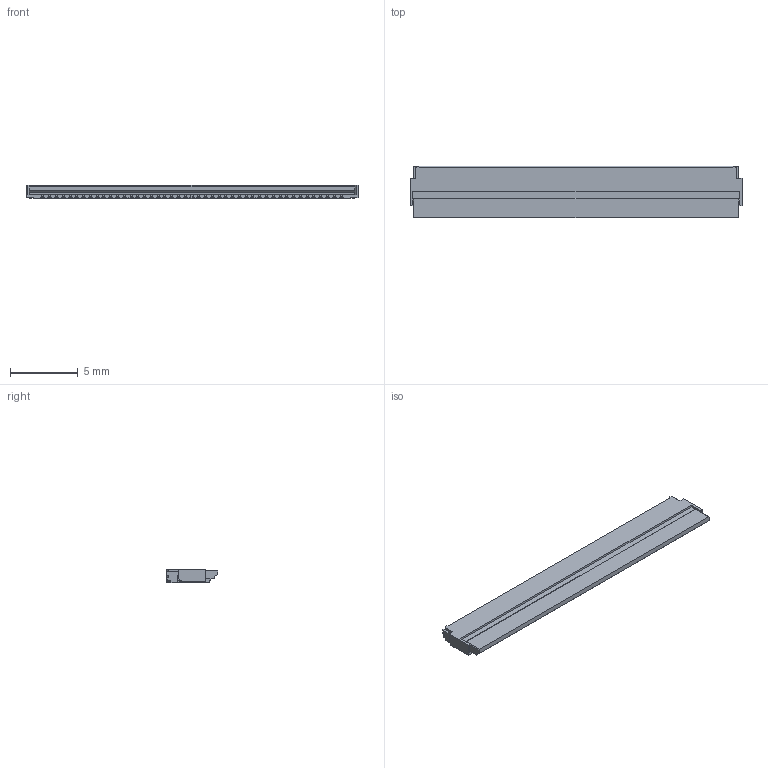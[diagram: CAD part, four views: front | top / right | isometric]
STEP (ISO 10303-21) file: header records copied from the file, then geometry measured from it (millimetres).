
FILE_DESCRIPTION(('Creo Elements/Direct Modeling STEP Export'),'2;1');
FILE_NAME('FH34SRJ-45S-0.5SH.stp','2015-09-26T16:21:59',(''),(''),'Creo Elements/Direct Modeling STEP processor for AP214 (Solid Model)','Creo Elements/Direct Modeling 18.1E 22-Nov-2013 (C) Parametric Technology GmbH','');
FILE_SCHEMA(('AUTOMOTIVE_DESIGN { 1 0 10303 214 1 1 1 1 }'));
Length unit declared in the file: millimetre
Products named in the file (1): FH34SRJ-45S-0.5SH
Bounding box: 24.5 x 3.8 x 1 mm (x, y, z)
Volume: 64.6 mm3; surface area: 303.7 mm2
Topology: 1 solids, 1 shells, 772 faces, 2204 edges, 1436 vertices
Faces by surface type: plane 671, cylinder 101
Entity records: 24722 total; most frequent: CARTESIAN_POINT 4421, ORIENTED_EDGE 4408, DIRECTION 3948, EDGE_CURVE 2204, VECTOR 2002, LINE 2002, VERTEX_POINT 1436, AXIS2_PLACEMENT_3D 973
